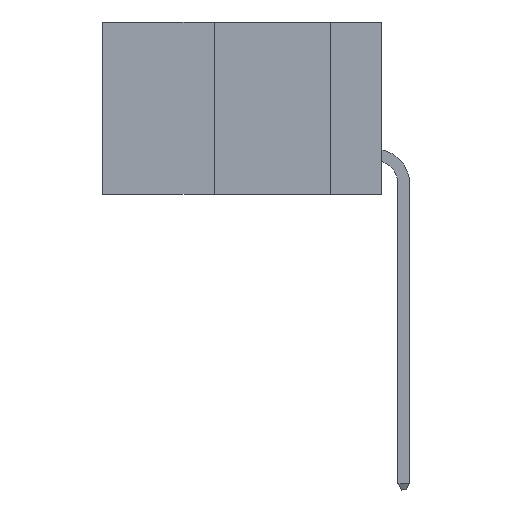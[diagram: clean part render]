
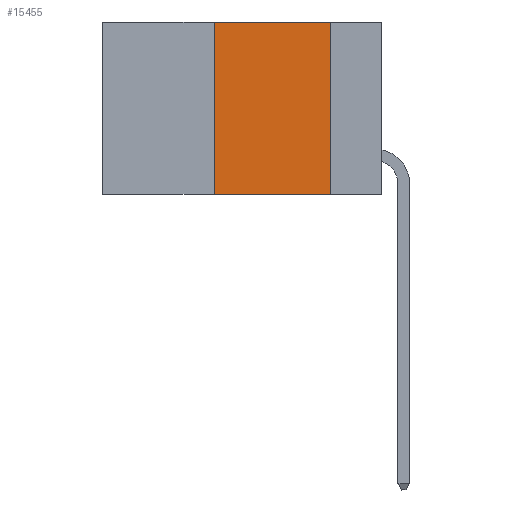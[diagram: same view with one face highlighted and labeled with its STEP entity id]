
A CAD part, left-side view. The second image highlights one B-rep face of the part: STEP entity #15455.
In plain terms, the highlighted planar face has unit normal (-1, 0, 0).
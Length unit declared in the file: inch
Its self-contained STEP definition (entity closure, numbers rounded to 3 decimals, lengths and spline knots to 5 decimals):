
#339 = VECTOR ( 'NONE', #11330, 39.37008 ) ;
#385 = FACE_OUTER_BOUND ( 'NONE', #5920, .T. ) ;
#1415 = AXIS2_PLACEMENT_3D ( 'NONE', #16242, #14384, #18868 ) ;
#2389 = ORIENTED_EDGE ( 'NONE', *, *, #29822, .F. ) ;
#3757 = CARTESIAN_POINT ( 'NONE',  ( 0., 0.36, 0. ) ) ;
#4999 = PLANE ( 'NONE',  #1415 ) ;
#5920 = EDGE_LOOP ( 'NONE', ( #11999, #13105, #2389, #27931 ) ) ;
#9696 = LINE ( 'NONE', #11547, #23217 ) ;
#10664 = CARTESIAN_POINT ( 'NONE',  ( 0., 0.6, 0. ) ) ;
#10717 = CARTESIAN_POINT ( 'NONE',  ( 0., 0.6, -0.37 ) ) ;
#11330 = DIRECTION ( 'NONE',  ( 0., -1., 0. ) ) ;
#11547 = CARTESIAN_POINT ( 'NONE',  ( 0., 0.11, 0. ) ) ;
#11675 = DIRECTION ( 'NONE',  ( 0., 0., 1. ) ) ;
#11999 = ORIENTED_EDGE ( 'NONE', *, *, #28100, .F. ) ;
#12095 = EDGE_CURVE ( 'NONE', #15198, #24568, #24901, .T. ) ;
#13105 = ORIENTED_EDGE ( 'NONE', *, *, #27384, .F. ) ;
#13353 = VECTOR ( 'NONE', #15449, 39.37008 ) ;
#13387 = CARTESIAN_POINT ( 'NONE',  ( 0., 0.36, 0. ) ) ;
#14384 = DIRECTION ( 'NONE',  ( 1., 0., 0. ) ) ;
#14634 = CARTESIAN_POINT ( 'NONE',  ( 0., 0.11, -0.37 ) ) ;
#15198 = VERTEX_POINT ( 'NONE', #17641 ) ;
#15449 = DIRECTION ( 'NONE',  ( 0., -1., 0. ) ) ;
#15455 = ADVANCED_FACE ( 'NONE', ( #385 ), #4999, .F. ) ;
#16242 = CARTESIAN_POINT ( 'NONE',  ( 0., 0.6, 0. ) ) ;
#17517 = VERTEX_POINT ( 'NONE', #3757 ) ;
#17641 = CARTESIAN_POINT ( 'NONE',  ( 0., 0.36, -0.37 ) ) ;
#18645 = DIRECTION ( 'NONE',  ( 0., 0., -1. ) ) ;
#18868 = DIRECTION ( 'NONE',  ( 0., 0., -1. ) ) ;
#19334 = CARTESIAN_POINT ( 'NONE',  ( 0., 0.11, 0. ) ) ;
#22466 = VERTEX_POINT ( 'NONE', #19334 ) ;
#23217 = VECTOR ( 'NONE', #18645, 39.37008 ) ;
#23404 = LINE ( 'NONE', #13387, #28590 ) ;
#24244 = LINE ( 'NONE', #10664, #13353 ) ;
#24568 = VERTEX_POINT ( 'NONE', #14634 ) ;
#24901 = LINE ( 'NONE', #10717, #339 ) ;
#27384 = EDGE_CURVE ( 'NONE', #17517, #22466, #24244, .T. ) ;
#27931 = ORIENTED_EDGE ( 'NONE', *, *, #12095, .T. ) ;
#28100 = EDGE_CURVE ( 'NONE', #22466, #24568, #9696, .T. ) ;
#28590 = VECTOR ( 'NONE', #11675, 39.37008 ) ;
#29822 = EDGE_CURVE ( 'NONE', #15198, #17517, #23404, .T. ) ;
